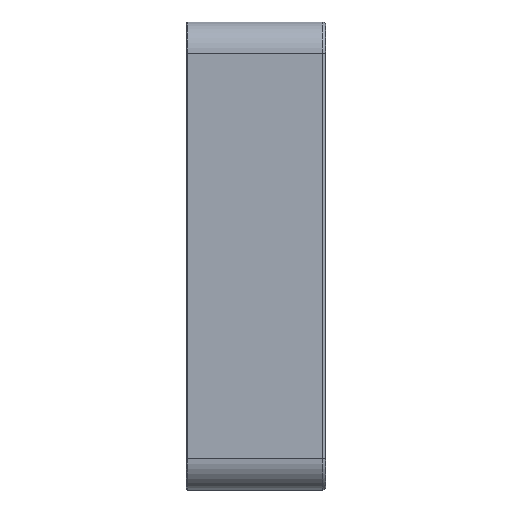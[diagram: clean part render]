
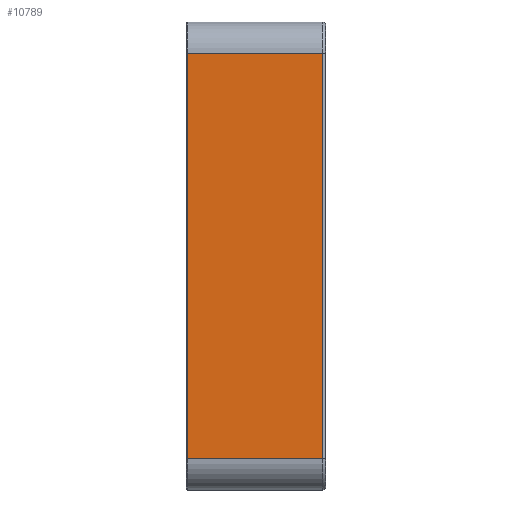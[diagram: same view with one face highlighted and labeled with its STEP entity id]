
A CAD part, left-side view. The second image highlights one B-rep face of the part: STEP entity #10789.
In plain terms, the highlighted planar face has unit normal (-1, 0, 0).
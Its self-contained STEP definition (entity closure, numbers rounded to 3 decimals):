
#2357=DIRECTION('',(0.,0.,-1.));
#2358=VECTOR('',#2357,30.3);
#2359=CARTESIAN_POINT('',(-17.5,10.3,15.15));
#2360=LINE('',#2359,#2358);
#2442=DIRECTION('',(0.,-1.,0.));
#2443=VECTOR('',#2442,10.1);
#2444=CARTESIAN_POINT('',(-17.5,10.3,-15.15));
#2445=LINE('',#2444,#2443);
#3082=DIRECTION('',(0.,0.,1.));
#3083=VECTOR('',#3082,30.3);
#3084=CARTESIAN_POINT('',(-17.5,0.2,-15.15));
#3085=LINE('',#3084,#3083);
#3086=DIRECTION('',(0.,1.,0.));
#3087=VECTOR('',#3086,10.1);
#3088=CARTESIAN_POINT('',(-17.5,0.2,15.15));
#3089=LINE('',#3088,#3087);
#5705=CARTESIAN_POINT('',(-17.5,0.2,15.15));
#5706=VERTEX_POINT('',#5705);
#5707=CARTESIAN_POINT('',(-17.5,0.2,-15.15));
#5708=VERTEX_POINT('',#5707);
#5976=CARTESIAN_POINT('',(-17.5,10.3,15.15));
#5977=VERTEX_POINT('',#5976);
#5978=CARTESIAN_POINT('',(-17.5,10.3,-15.15));
#5979=VERTEX_POINT('',#5978);
#10777=CARTESIAN_POINT('',(-17.5,0.,-17.5));
#10778=DIRECTION('',(-1.,0.,0.));
#10779=DIRECTION('',(0.,0.,1.));
#10780=AXIS2_PLACEMENT_3D('',#10777,#10778,#10779);
#10781=PLANE('',#10780);
#10782=ORIENTED_EDGE('',*,*,#10771,.F.);
#10783=ORIENTED_EDGE('',*,*,#9797,.F.);
#10784=ORIENTED_EDGE('',*,*,#9631,.F.);
#10786=ORIENTED_EDGE('',*,*,#10785,.F.);
#10787=EDGE_LOOP('',(#10782,#10783,#10784,#10786));
#10788=FACE_OUTER_BOUND('',#10787,.F.);
#10789=ADVANCED_FACE('',(#10788),#10781,.T.);
#9631=EDGE_CURVE('',#5977,#5979,#2360,.T.);
#9797=EDGE_CURVE('',#5979,#5708,#2445,.T.);
#10771=EDGE_CURVE('',#5708,#5706,#3085,.T.);
#10785=EDGE_CURVE('',#5706,#5977,#3089,.T.);
